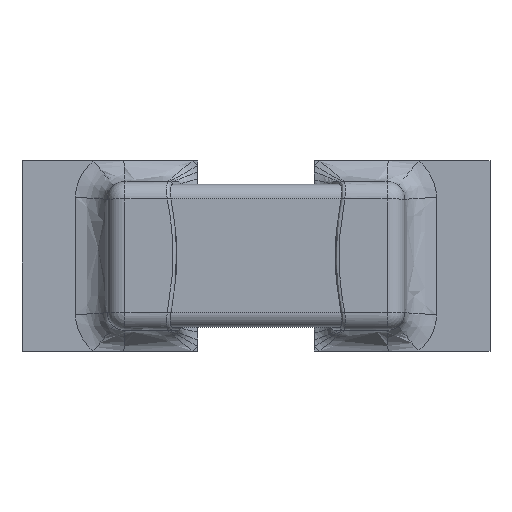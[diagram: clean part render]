
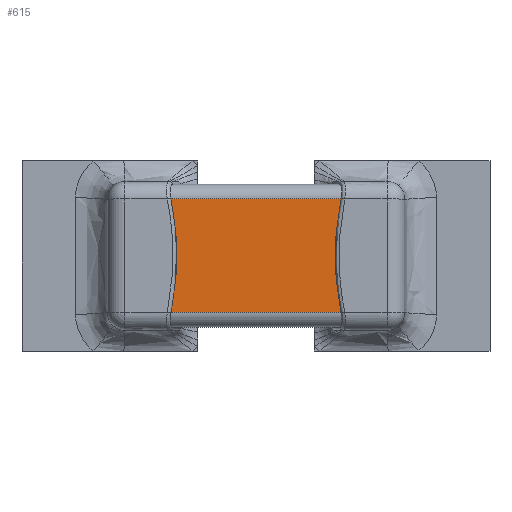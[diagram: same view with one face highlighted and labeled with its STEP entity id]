
A CAD part, top view. The second image highlights one B-rep face of the part: STEP entity #615.
In plain terms, the highlighted planar face has unit normal (0, 0, 1).
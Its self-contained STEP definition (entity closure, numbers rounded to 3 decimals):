
#41 = VERTEX_POINT('',#42);
#42 = CARTESIAN_POINT('',(-0.4,-0.194,0.516));
#52 = CYLINDRICAL_SURFACE('',#53,0.05);
#53 = AXIS2_PLACEMENT_3D('',#54,#55,#56);
#54 = CARTESIAN_POINT('',(-0.4,-0.194,0.466));
#55 = DIRECTION('',(-1.,0.,0.));
#56 = DIRECTION('',(0.,1.,0.));
#64 = PLANE('',#65);
#65 = AXIS2_PLACEMENT_3D('',#66,#67,#68);
#66 = CARTESIAN_POINT('',(-0.4,0.,0.271));
#67 = DIRECTION('',(1.,0.,0.));
#68 = DIRECTION('',(0.,0.,1.));
#105 = VERTEX_POINT('',#106);
#106 = CARTESIAN_POINT('',(0.4,-0.194,0.516));
#121 = PLANE('',#122);
#122 = AXIS2_PLACEMENT_3D('',#123,#124,#125);
#123 = CARTESIAN_POINT('',(0.4,0.,0.271));
#124 = DIRECTION('',(1.,0.,0.));
#125 = DIRECTION('',(0.,0.,1.));
#133 = EDGE_CURVE('',#41,#105,#134,.T.);
#134 = SURFACE_CURVE('',#135,(#139,#146),.PCURVE_S1.);
#135 = LINE('',#136,#137);
#136 = CARTESIAN_POINT('',(-0.4,-0.194,0.516));
#137 = VECTOR('',#138,1.);
#138 = DIRECTION('',(1.,0.,0.));
#139 = PCURVE('',#52,#140);
#140 = DEFINITIONAL_REPRESENTATION('',(#141),#145);
#141 = LINE('',#142,#143);
#142 = CARTESIAN_POINT('',(4.712,0.));
#143 = VECTOR('',#144,1.);
#144 = DIRECTION('',(-0.,-1.));
#145 = ( GEOMETRIC_REPRESENTATION_CONTEXT(2) 
PARAMETRIC_REPRESENTATION_CONTEXT() REPRESENTATION_CONTEXT('2D SPACE',''
  ) );
#146 = PCURVE('',#147,#152);
#147 = PLANE('',#148);
#148 = AXIS2_PLACEMENT_3D('',#149,#150,#151);
#149 = CARTESIAN_POINT('',(-0.4,-0.194,0.516));
#150 = DIRECTION('',(0.,0.,1.));
#151 = DIRECTION('',(0.,1.,0.));
#152 = DEFINITIONAL_REPRESENTATION('',(#153),#157);
#153 = LINE('',#154,#155);
#154 = CARTESIAN_POINT('',(0.,0.));
#155 = VECTOR('',#156,1.);
#156 = DIRECTION('',(0.,-1.));
#157 = ( GEOMETRIC_REPRESENTATION_CONTEXT(2) 
PARAMETRIC_REPRESENTATION_CONTEXT() REPRESENTATION_CONTEXT('2D SPACE',''
  ) );
#488 = CYLINDRICAL_SURFACE('',#489,0.05);
#489 = AXIS2_PLACEMENT_3D('',#490,#491,#492);
#490 = CARTESIAN_POINT('',(-0.4,0.194,0.466));
#491 = DIRECTION('',(-1.,0.,0.));
#492 = DIRECTION('',(0.,1.,0.));
#547 = VERTEX_POINT('',#548);
#548 = CARTESIAN_POINT('',(-0.4,0.194,0.516));
#570 = EDGE_CURVE('',#547,#571,#573,.T.);
#571 = VERTEX_POINT('',#572);
#572 = CARTESIAN_POINT('',(0.4,0.194,0.516));
#573 = SURFACE_CURVE('',#574,(#578,#585),.PCURVE_S1.);
#574 = LINE('',#575,#576);
#575 = CARTESIAN_POINT('',(-0.4,0.194,0.516));
#576 = VECTOR('',#577,1.);
#577 = DIRECTION('',(1.,0.,0.));
#578 = PCURVE('',#488,#579);
#579 = DEFINITIONAL_REPRESENTATION('',(#580),#584);
#580 = LINE('',#581,#582);
#581 = CARTESIAN_POINT('',(4.712,0.));
#582 = VECTOR('',#583,1.);
#583 = DIRECTION('',(-0.,-1.));
#584 = ( GEOMETRIC_REPRESENTATION_CONTEXT(2) 
PARAMETRIC_REPRESENTATION_CONTEXT() REPRESENTATION_CONTEXT('2D SPACE',''
  ) );
#585 = PCURVE('',#147,#586);
#586 = DEFINITIONAL_REPRESENTATION('',(#587),#591);
#587 = LINE('',#588,#589);
#588 = CARTESIAN_POINT('',(0.388,0.));
#589 = VECTOR('',#590,1.);
#590 = DIRECTION('',(0.,-1.));
#591 = ( GEOMETRIC_REPRESENTATION_CONTEXT(2) 
PARAMETRIC_REPRESENTATION_CONTEXT() REPRESENTATION_CONTEXT('2D SPACE',''
  ) );
#615 = ADVANCED_FACE('',(#616),#147,.T.);
#616 = FACE_BOUND('',#617,.T.);
#617 = EDGE_LOOP('',(#618,#619,#640,#641));
#618 = ORIENTED_EDGE('',*,*,#133,.T.);
#619 = ORIENTED_EDGE('',*,*,#620,.T.);
#620 = EDGE_CURVE('',#105,#571,#621,.T.);
#621 = SURFACE_CURVE('',#622,(#626,#633),.PCURVE_S1.);
#622 = LINE('',#623,#624);
#623 = CARTESIAN_POINT('',(0.4,-0.194,0.516));
#624 = VECTOR('',#625,1.);
#625 = DIRECTION('',(0.,1.,0.));
#626 = PCURVE('',#147,#627);
#627 = DEFINITIONAL_REPRESENTATION('',(#628),#632);
#628 = LINE('',#629,#630);
#629 = CARTESIAN_POINT('',(0.,-0.8));
#630 = VECTOR('',#631,1.);
#631 = DIRECTION('',(1.,0.));
#632 = ( GEOMETRIC_REPRESENTATION_CONTEXT(2) 
PARAMETRIC_REPRESENTATION_CONTEXT() REPRESENTATION_CONTEXT('2D SPACE',''
  ) );
#633 = PCURVE('',#121,#634);
#634 = DEFINITIONAL_REPRESENTATION('',(#635),#639);
#635 = LINE('',#636,#637);
#636 = CARTESIAN_POINT('',(0.244,0.194));
#637 = VECTOR('',#638,1.);
#638 = DIRECTION('',(0.,-1.));
#639 = ( GEOMETRIC_REPRESENTATION_CONTEXT(2) 
PARAMETRIC_REPRESENTATION_CONTEXT() REPRESENTATION_CONTEXT('2D SPACE',''
  ) );
#640 = ORIENTED_EDGE('',*,*,#570,.F.);
#641 = ORIENTED_EDGE('',*,*,#642,.F.);
#642 = EDGE_CURVE('',#41,#547,#643,.T.);
#643 = SURFACE_CURVE('',#644,(#648,#655),.PCURVE_S1.);
#644 = LINE('',#645,#646);
#645 = CARTESIAN_POINT('',(-0.4,-0.194,0.516));
#646 = VECTOR('',#647,1.);
#647 = DIRECTION('',(0.,1.,0.));
#648 = PCURVE('',#147,#649);
#649 = DEFINITIONAL_REPRESENTATION('',(#650),#654);
#650 = LINE('',#651,#652);
#651 = CARTESIAN_POINT('',(0.,0.));
#652 = VECTOR('',#653,1.);
#653 = DIRECTION('',(1.,0.));
#654 = ( GEOMETRIC_REPRESENTATION_CONTEXT(2) 
PARAMETRIC_REPRESENTATION_CONTEXT() REPRESENTATION_CONTEXT('2D SPACE',''
  ) );
#655 = PCURVE('',#64,#656);
#656 = DEFINITIONAL_REPRESENTATION('',(#657),#661);
#657 = LINE('',#658,#659);
#658 = CARTESIAN_POINT('',(0.244,0.194));
#659 = VECTOR('',#660,1.);
#660 = DIRECTION('',(0.,-1.));
#661 = ( GEOMETRIC_REPRESENTATION_CONTEXT(2) 
PARAMETRIC_REPRESENTATION_CONTEXT() REPRESENTATION_CONTEXT('2D SPACE',''
  ) );
